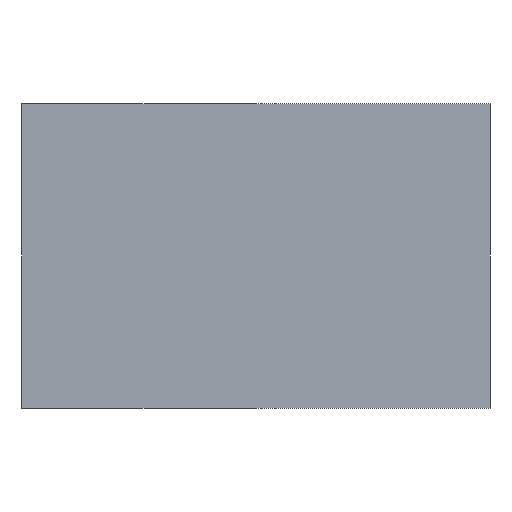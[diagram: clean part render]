
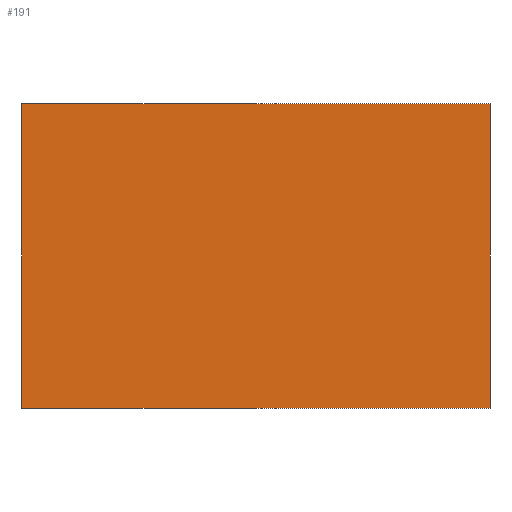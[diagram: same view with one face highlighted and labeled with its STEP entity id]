
A CAD part, front view. The second image highlights one B-rep face of the part: STEP entity #191.
In plain terms, the highlighted planar face has unit normal (0, -1, 0).
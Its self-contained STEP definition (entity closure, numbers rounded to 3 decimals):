
#3 = CARTESIAN_POINT ( 'NONE',  ( -52.525, 0., -53.741 ) ) ;
#9 = AXIS2_PLACEMENT_3D ( 'NONE', #133, #55, #70 ) ;
#19 = CARTESIAN_POINT ( 'NONE',  ( -72.525, 0., -53.741 ) ) ;
#30 = ORIENTED_EDGE ( 'NONE', *, *, #59, .F. ) ;
#43 = DIRECTION ( 'NONE',  ( 1., 0., 0. ) ) ;
#55 = DIRECTION ( 'NONE',  ( 0., 1., 0. ) ) ;
#57 = DIRECTION ( 'NONE',  ( -1., 0., 0. ) ) ;
#58 = FACE_OUTER_BOUND ( 'NONE', #173, .T. ) ;
#59 = EDGE_CURVE ( 'NONE', #94, #192, #105, .T. ) ;
#61 = CARTESIAN_POINT ( 'NONE',  ( -52.525, 0., -66.741 ) ) ;
#63 = VERTEX_POINT ( 'NONE', #77 ) ;
#64 = EDGE_CURVE ( 'NONE', #89, #63, #137, .T. ) ;
#70 = DIRECTION ( 'NONE',  ( 0., 0., 1. ) ) ;
#72 = CARTESIAN_POINT ( 'NONE',  ( -72.525, 0., -66.741 ) ) ;
#73 = PLANE ( 'NONE',  #9 ) ;
#77 = CARTESIAN_POINT ( 'NONE',  ( -52.525, 0., -66.741 ) ) ;
#87 = LINE ( 'NONE', #189, #162 ) ;
#89 = VERTEX_POINT ( 'NONE', #3 ) ;
#94 = VERTEX_POINT ( 'NONE', #72 ) ;
#95 = ORIENTED_EDGE ( 'NONE', *, *, #107, .F. ) ;
#105 = LINE ( 'NONE', #177, #195 ) ;
#106 = DIRECTION ( 'NONE',  ( 0., 0., 1. ) ) ;
#107 = EDGE_CURVE ( 'NONE', #192, #89, #151, .T. ) ;
#111 = ORIENTED_EDGE ( 'NONE', *, *, #64, .F. ) ;
#118 = DIRECTION ( 'NONE',  ( 0., 0., -1. ) ) ;
#124 = VECTOR ( 'NONE', #118, 1000. ) ;
#133 = CARTESIAN_POINT ( 'NONE',  ( 0., 0., 0. ) ) ;
#135 = EDGE_CURVE ( 'NONE', #63, #94, #87, .T. ) ;
#137 = LINE ( 'NONE', #61, #124 ) ;
#151 = LINE ( 'NONE', #186, #188 ) ;
#162 = VECTOR ( 'NONE', #57, 1000. ) ;
#173 = EDGE_LOOP ( 'NONE', ( #30, #197, #111, #95 ) ) ;
#177 = CARTESIAN_POINT ( 'NONE',  ( -72.525, 0., -66.741 ) ) ;
#186 = CARTESIAN_POINT ( 'NONE',  ( -72.525, 0., -53.741 ) ) ;
#188 = VECTOR ( 'NONE', #43, 1000. ) ;
#189 = CARTESIAN_POINT ( 'NONE',  ( -72.525, 0., -66.741 ) ) ;
#191 = ADVANCED_FACE ( 'NONE', ( #58 ), #73, .F. ) ;
#192 = VERTEX_POINT ( 'NONE', #19 ) ;
#195 = VECTOR ( 'NONE', #106, 1000. ) ;
#197 = ORIENTED_EDGE ( 'NONE', *, *, #135, .F. ) ;
